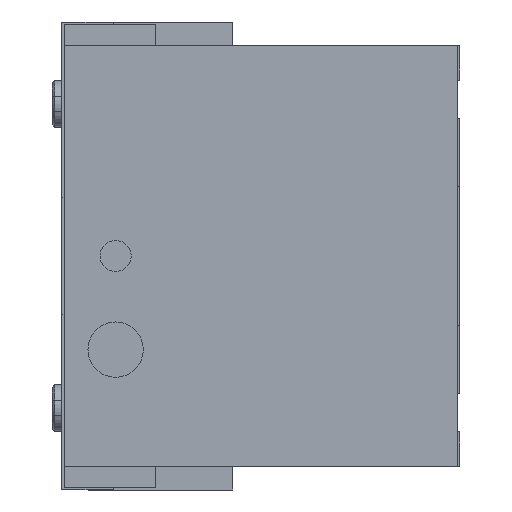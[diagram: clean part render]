
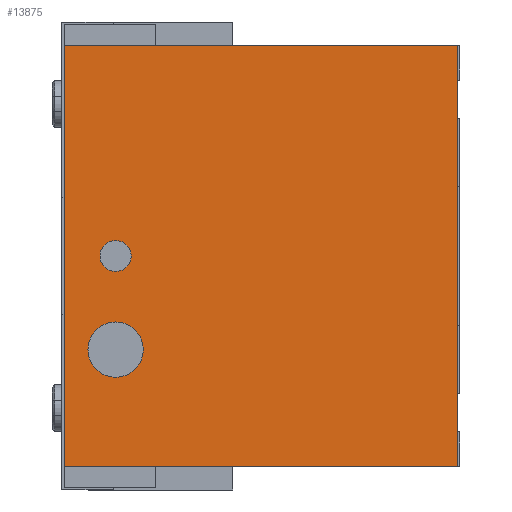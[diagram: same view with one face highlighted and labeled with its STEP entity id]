
A CAD part, left-side view. The second image highlights one B-rep face of the part: STEP entity #13875.
In plain terms, the highlighted face is planar.
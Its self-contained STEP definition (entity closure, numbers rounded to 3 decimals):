
#123=CARTESIAN_POINT('',(0.0,-73.5,-14.082));
#124=VERTEX_POINT('',#123);
#125=CARTESIAN_POINT('',(0.0,-73.5,-20.0));
#126=DIRECTION('',(-1.0,0.0,0.0));
#127=DIRECTION('',(0.0,0.0,-1.0));
#128=AXIS2_PLACEMENT_3D('',#125,#126,#127);
#129=CIRCLE('',#128,5.918);
#130=EDGE_CURVE('',#124,#124,#129,.T.);
#196=CARTESIAN_POINT('',(0.,-73.5,3.324));
#197=VERTEX_POINT('',#196);
#198=CARTESIAN_POINT('',(0.0,-73.5,0.));
#199=DIRECTION('',(-1.0,0.0,0.0));
#200=DIRECTION('',(0.0,0.0,-1.0));
#201=AXIS2_PLACEMENT_3D('',#198,#199,#200);
#202=CIRCLE('',#201,3.324);
#203=EDGE_CURVE('',#197,#197,#202,.T.);
#12025=CARTESIAN_POINT('',(0.0,-84.5,45.0));
#12026=VERTEX_POINT('',#12025);
#12033=CARTESIAN_POINT('',(0.0,-0.5,45.0));
#12034=VERTEX_POINT('',#12033);
#12035=CARTESIAN_POINT('',(0.0,-0.5,45.0));
#12036=DIRECTION('',(0.0,-1.0,0.0));
#12037=VECTOR('',#12036,84.);
#12038=LINE('',#12035,#12037);
#12039=EDGE_CURVE('',#12034,#12026,#12038,.T.);
#13839=CARTESIAN_POINT('',(0.0,-0.5,0.0));
#13840=DIRECTION('',(1.0,0.0,0.0));
#13841=DIRECTION('',(0.0,0.0,1.0));
#13842=AXIS2_PLACEMENT_3D('',#13839,#13840,#13841);
#13843=PLANE('',#13842);
#13844=ORIENTED_EDGE('',*,*,#12039,.T.);
#13845=CARTESIAN_POINT('',(0.0,-84.5,-45.0));
#13846=VERTEX_POINT('',#13845);
#13847=CARTESIAN_POINT('',(0.0,-84.5,-45.0));
#13848=DIRECTION('',(0.0,0.0,1.0));
#13849=VECTOR('',#13848,90.0);
#13850=LINE('',#13847,#13849);
#13851=EDGE_CURVE('',#13846,#12026,#13850,.T.);
#13852=ORIENTED_EDGE('',*,*,#13851,.F.);
#13853=CARTESIAN_POINT('',(0.0,-0.5,-45.0));
#13854=VERTEX_POINT('',#13853);
#13855=CARTESIAN_POINT('',(0.0,-84.5,-45.0));
#13856=DIRECTION('',(0.0,1.0,0.0));
#13857=VECTOR('',#13856,84.);
#13858=LINE('',#13855,#13857);
#13859=EDGE_CURVE('',#13846,#13854,#13858,.T.);
#13860=ORIENTED_EDGE('',*,*,#13859,.T.);
#13861=CARTESIAN_POINT('',(0.0,-0.5,45.0));
#13862=DIRECTION('',(0.0,0.0,-1.0));
#13863=VECTOR('',#13862,90.0);
#13864=LINE('',#13861,#13863);
#13865=EDGE_CURVE('',#12034,#13854,#13864,.T.);
#13866=ORIENTED_EDGE('',*,*,#13865,.F.);
#13867=EDGE_LOOP('',(#13844,#13852,#13860,#13866));
#13868=FACE_OUTER_BOUND('',#13867,.T.);
#13869=ORIENTED_EDGE('',*,*,#130,.T.);
#13870=EDGE_LOOP('',(#13869));
#13871=FACE_BOUND('',#13870,.T.);
#13872=ORIENTED_EDGE('',*,*,#203,.T.);
#13873=EDGE_LOOP('',(#13872));
#13874=FACE_BOUND('',#13873,.T.);
#13875=ADVANCED_FACE('',(#13868,#13871,#13874),#13843,.T.);
